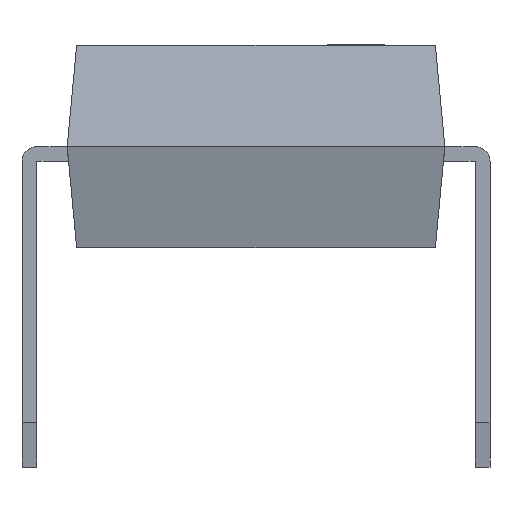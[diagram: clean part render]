
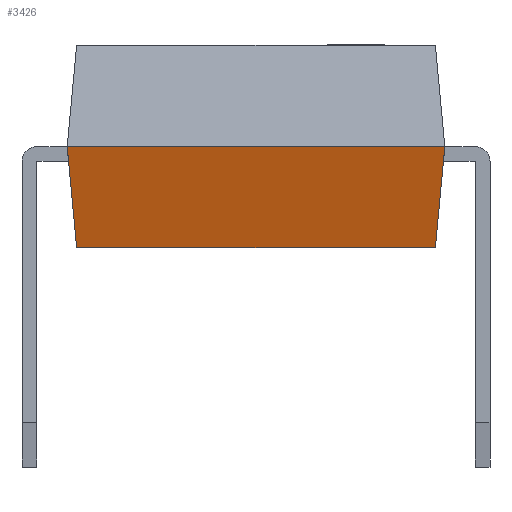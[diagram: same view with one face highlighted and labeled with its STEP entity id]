
A CAD part, front view. The second image highlights one B-rep face of the part: STEP entity #3426.
In plain terms, the highlighted free-form (B-spline) face has degree [1, 1] with [2, 2] control points.
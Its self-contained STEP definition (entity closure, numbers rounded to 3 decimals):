
#832 = VERTEX_POINT('',#833);
#833 = CARTESIAN_POINT('',(3.175,-9.653,2.21));
#854 = EDGE_CURVE('',#855,#832,#857,.T.);
#855 = VERTEX_POINT('',#856);
#856 = CARTESIAN_POINT('',(-3.175,-9.653,2.21));
#857 = LINE('',#858,#859);
#858 = CARTESIAN_POINT('',(-3.175,-9.653,2.21));
#859 = VECTOR('',#860,1.);
#860 = DIRECTION('',(1.,0.,0.));
#3002 = EDGE_CURVE('',#832,#3003,#3005,.T.);
#3003 = VERTEX_POINT('',#3004);
#3004 = CARTESIAN_POINT('',(3.016,-9.17,0.51));
#3005 = B_SPLINE_CURVE_WITH_KNOTS('',1,(#3006,#3007),.UNSPECIFIED.,.F.,
  .F.,(2,2),(0.,1.),.PIECEWISE_BEZIER_KNOTS.);
#3006 = CARTESIAN_POINT('',(3.175,-9.653,2.21));
#3007 = CARTESIAN_POINT('',(3.016,-9.17,0.51));
#3426 = ADVANCED_FACE('',(#3427),#3444,.F.);
#3427 = FACE_BOUND('',#3428,.F.);
#3428 = EDGE_LOOP('',(#3429,#3430,#3431,#3439));
#3429 = ORIENTED_EDGE('',*,*,#854,.T.);
#3430 = ORIENTED_EDGE('',*,*,#3002,.T.);
#3431 = ORIENTED_EDGE('',*,*,#3432,.F.);
#3432 = EDGE_CURVE('',#3433,#3003,#3435,.T.);
#3433 = VERTEX_POINT('',#3434);
#3434 = CARTESIAN_POINT('',(-3.016,-9.17,0.51));
#3435 = LINE('',#3436,#3437);
#3436 = CARTESIAN_POINT('',(-3.016,-9.17,0.51));
#3437 = VECTOR('',#3438,1.);
#3438 = DIRECTION('',(1.,0.,0.));
#3439 = ORIENTED_EDGE('',*,*,#3440,.F.);
#3440 = EDGE_CURVE('',#855,#3433,#3441,.T.);
#3441 = B_SPLINE_CURVE_WITH_KNOTS('',1,(#3442,#3443),.UNSPECIFIED.,.F.,
  .F.,(2,2),(0.,1.),.PIECEWISE_BEZIER_KNOTS.);
#3442 = CARTESIAN_POINT('',(-3.175,-9.653,2.21));
#3443 = CARTESIAN_POINT('',(-3.016,-9.17,0.51));
#3444 = B_SPLINE_SURFACE_WITH_KNOTS('',1,1,(
    (#3445,#3446)
    ,(#3447,#3448
    )),.UNSPECIFIED.,.F.,.F.,.F.,(2,2),(2,2),(0.,6.35),(0.,1.),
  .PIECEWISE_BEZIER_KNOTS.);
#3445 = CARTESIAN_POINT('',(-3.175,-9.653,2.21));
#3446 = CARTESIAN_POINT('',(-3.016,-9.17,0.51));
#3447 = CARTESIAN_POINT('',(3.175,-9.653,2.21));
#3448 = CARTESIAN_POINT('',(3.016,-9.17,0.51));
